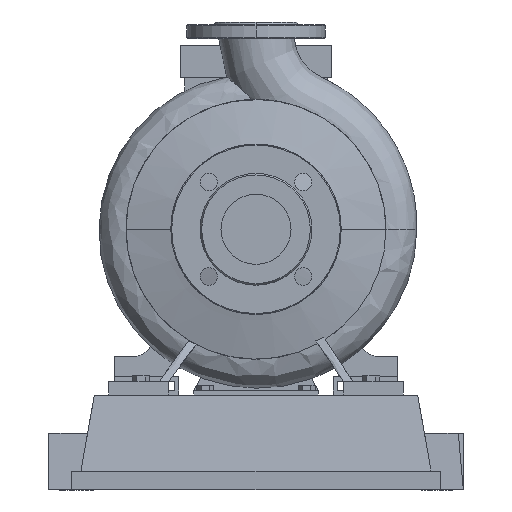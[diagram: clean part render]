
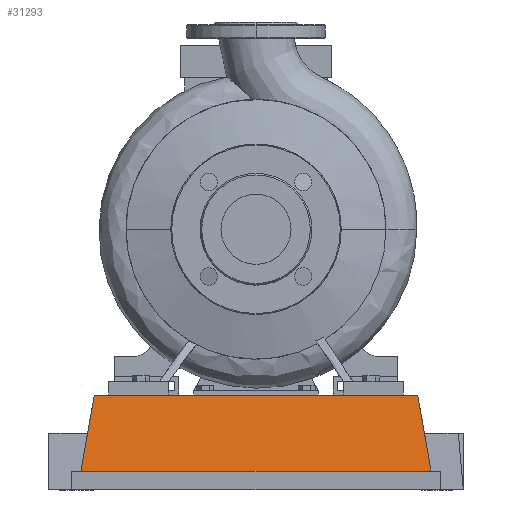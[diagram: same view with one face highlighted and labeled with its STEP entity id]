
A CAD part, left-side view. The second image highlights one B-rep face of the part: STEP entity #31293.
In plain terms, the highlighted planar face has unit normal (-0.985, 0, 0.174).
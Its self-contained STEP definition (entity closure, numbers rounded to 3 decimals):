
#29178=CARTESIAN_POINT('',(-77.5,-190.,20.6));
#29179=VERTEX_POINT('',#29178);
#29186=CARTESIAN_POINT('',(-77.5,190.0,20.6));
#29187=VERTEX_POINT('',#29186);
#29188=CARTESIAN_POINT('',(-77.5,-190.,20.6));
#29189=DIRECTION('',(0.0,1.0,0.0));
#29190=VECTOR('',#29189,380.0);
#29191=LINE('',#29188,#29190);
#29192=EDGE_CURVE('',#29179,#29187,#29191,.T.);
#31027=CARTESIAN_POINT('',(-62.971,-175.471,103.0));
#31028=VERTEX_POINT('',#31027);
#31035=CARTESIAN_POINT('',(-77.5,-190.,20.6));
#31036=DIRECTION('',(0.171,0.171,0.97));
#31037=VECTOR('',#31036,84.923);
#31038=LINE('',#31035,#31037);
#31039=EDGE_CURVE('',#29179,#31028,#31038,.T.);
#31270=CARTESIAN_POINT('',(-77.5,-190.,20.6));
#31271=DIRECTION('',(-0.985,0.,0.174));
#31272=DIRECTION('',(0.0,-1.0,0.0));
#31273=AXIS2_PLACEMENT_3D('',#31270,#31271,#31272);
#31274=PLANE('',#31273);
#31275=CARTESIAN_POINT('',(-62.971,175.471,103.0));
#31276=VERTEX_POINT('',#31275);
#31277=CARTESIAN_POINT('',(-62.971,-175.471,103.0));
#31278=DIRECTION('',(0.0,1.0,0.0));
#31279=VECTOR('',#31278,350.941);
#31280=LINE('',#31277,#31279);
#31281=EDGE_CURVE('',#31028,#31276,#31280,.T.);
#31282=ORIENTED_EDGE('',*,*,#31281,.T.);
#31283=CARTESIAN_POINT('',(-77.5,190.0,20.6));
#31284=DIRECTION('',(0.171,-0.171,0.97));
#31285=VECTOR('',#31284,84.923);
#31286=LINE('',#31283,#31285);
#31287=EDGE_CURVE('',#29187,#31276,#31286,.T.);
#31288=ORIENTED_EDGE('',*,*,#31287,.F.);
#31289=ORIENTED_EDGE('',*,*,#29192,.F.);
#31290=ORIENTED_EDGE('',*,*,#31039,.T.);
#31291=EDGE_LOOP('',(#31282,#31288,#31289,#31290));
#31292=FACE_OUTER_BOUND('',#31291,.T.);
#31293=ADVANCED_FACE('',(#31292),#31274,.T.);
